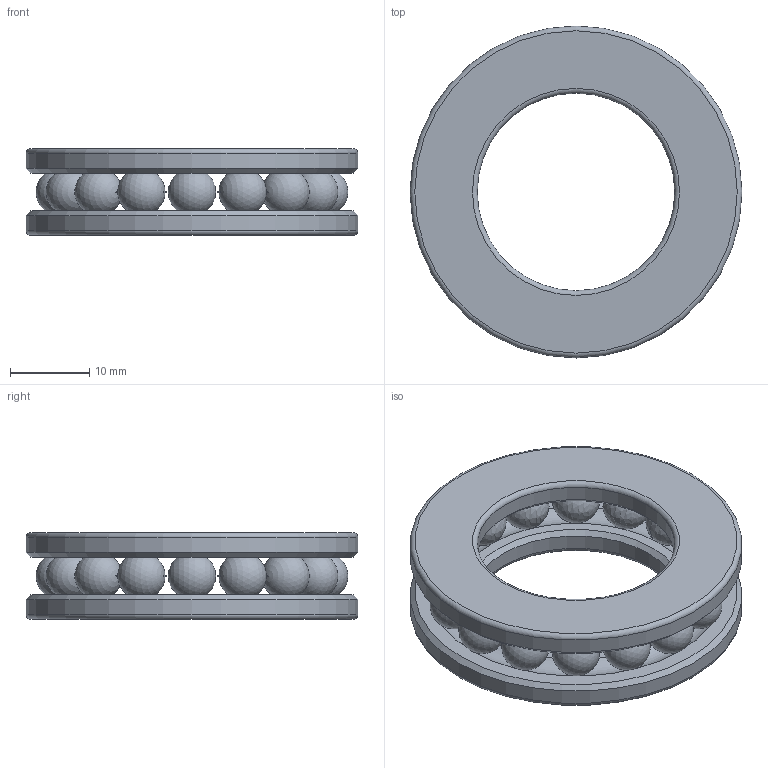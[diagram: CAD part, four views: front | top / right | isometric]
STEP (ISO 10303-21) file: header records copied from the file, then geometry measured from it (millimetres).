
FILE_DESCRIPTION(/* description */ (''),/* implementation_level */ '2;1');
FILE_NAME(/* name */ '',/* time_stamp */ '2025-07-02T17:29:02+08:00',/* author */ (''),/* organization */ (''),/* preprocessor_version */ 'ST-DEVELOPER v20.1',/* originating_system */ 'Autodesk Translation Framework v14.10.0.0',/* authorisation */ '');
FILE_SCHEMA (('AUTOMOTIVE_DESIGN { 1 0 10303 214 3 1 1 }'));
Length unit declared in the file: millimetre
Products named in the file (3): ROBOT; base; skf_bearing_51105_2_1
Assembly tree (2 placements, depth 3):
  ROBOT
    base
      skf_bearing_51105_2_1
Bounding box: 42 x 42 x 11 mm (x, y, z)
Volume: 6812.9 mm3; surface area: 6419.7 mm2
Topology: 3 solids, 3 shells, 52 faces, 198 edges, 120 vertices
Faces by surface type: torus 22, sphere 16, plane 6, cylinder 4, cone 4
Full cylindrical faces by diameter (mm): 25 x1, 26 x1, 42 x2
Entity records: 2096 total; most frequent: DIRECTION 438, CARTESIAN_POINT 343, ORIENTED_EDGE 332, AXIS2_PLACEMENT_3D 215, EDGE_CURVE 166, VERTEX_POINT 120, CIRCLE 94, ELLIPSE 64
